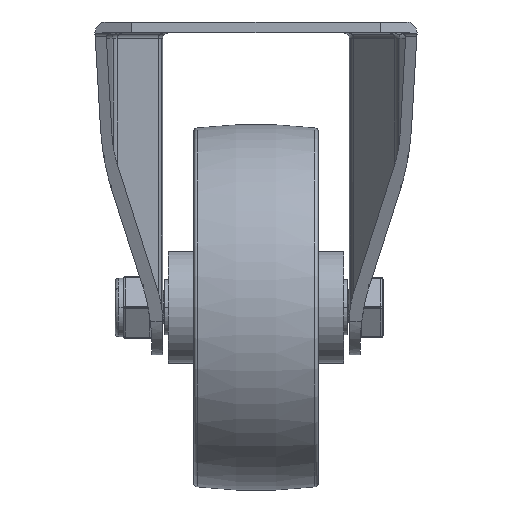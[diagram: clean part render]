
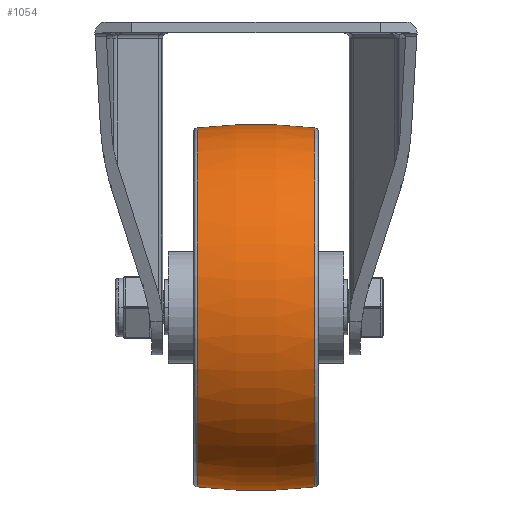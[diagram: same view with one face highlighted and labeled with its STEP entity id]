
A CAD part, left-side view. The second image highlights one B-rep face of the part: STEP entity #1054.
In plain terms, the highlighted toroidal (fillet/blend) face has major radius 86.625 mm and minor radius 136.625 mm.
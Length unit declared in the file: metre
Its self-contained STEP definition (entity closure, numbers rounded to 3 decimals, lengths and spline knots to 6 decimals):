
#1054=ADVANCED_FACE('87:16',(#2016),#2017,.T.);
#2016=FACE_OUTER_BOUND('',#3393,.T.);
#2017=TOROIDAL_SURFACE('',#3394,-0.086625,0.136625);
#3393=EDGE_LOOP('',(#14195,#14196,#14197,#14198));
#3394=AXIS2_PLACEMENT_3D('',#14199,#14200,#14201);
#14195=ORIENTED_EDGE('',*,*,#18610,.T.);
#14196=ORIENTED_EDGE('',*,*,#18618,.F.);
#14197=ORIENTED_EDGE('',*,*,#18612,.T.);
#14198=ORIENTED_EDGE('',*,*,#18616,.F.);
#14199=CARTESIAN_POINT('',(0.0,0.,0.0));
#14200=DIRECTION('',(0.0,-1.0,0.0));
#14201=DIRECTION('',(0.0,0.0,-1.0));
#18610=EDGE_CURVE('',#20688,#20672,#20689,.T.);
#18612=EDGE_CURVE('',#20675,#20690,#20692,.T.);
#18616=EDGE_CURVE('87:34',#20688,#20690,#20698,.T.);
#18618=EDGE_CURVE('87:37',#20675,#20672,#20700,.T.);
#20672=VERTEX_POINT('',#24355);
#20675=VERTEX_POINT('',#24358);
#20688=VERTEX_POINT('',#24373);
#20689=CIRCLE('',#24374,0.136625);
#20690=VERTEX_POINT('',#24375);
#20692=CIRCLE('',#24377,0.136625);
#20698=CIRCLE('',#24383,0.049046);
#20700=CIRCLE('',#24385,0.049046);
#24355=CARTESIAN_POINT('',(0.,-0.016118,-0.049046));
#24358=CARTESIAN_POINT('',(0.,-0.016118,0.049046));
#24373=CARTESIAN_POINT('',(0.,0.016118,-0.049046));
#24374=AXIS2_PLACEMENT_3D('',#32732,#32733,#32734);
#24375=CARTESIAN_POINT('',(0.,0.016118,0.049046));
#24377=AXIS2_PLACEMENT_3D('',#32738,#32739,#32740);
#24383=AXIS2_PLACEMENT_3D('',#32750,#32751,#32752);
#24385=AXIS2_PLACEMENT_3D('',#32756,#32757,#32758);
#32732=CARTESIAN_POINT('',(0.,0.,0.086625));
#32733=DIRECTION('',(-1.0,-0.0,0.));
#32734=DIRECTION('',(0.,0.0,-1.0));
#32738=CARTESIAN_POINT('',(0.,0.,-0.086625));
#32739=DIRECTION('',(-1.0,-0.0,0.));
#32740=DIRECTION('',(0.,0.0,1.0));
#32750=CARTESIAN_POINT('',(0.0,0.016118,0.0));
#32751=DIRECTION('',(0.0,1.0,0.));
#32752=DIRECTION('',(0.0,0.,1.0));
#32756=CARTESIAN_POINT('',(0.0,-0.016118,0.0));
#32757=DIRECTION('',(0.0,-1.0,0.));
#32758=DIRECTION('',(0.0,0.,-1.0));
